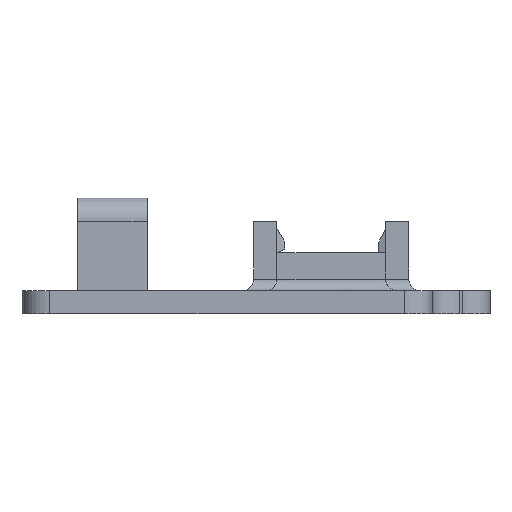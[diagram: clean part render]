
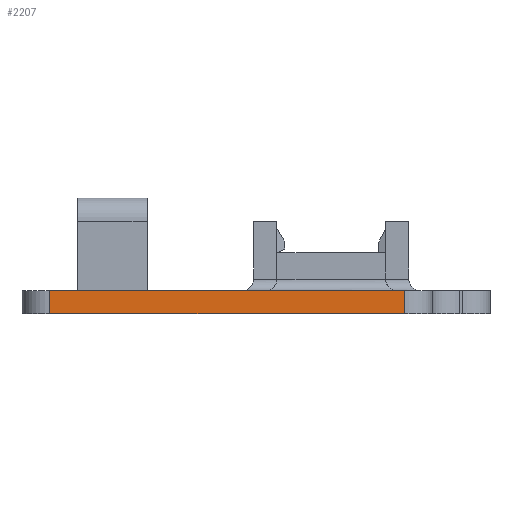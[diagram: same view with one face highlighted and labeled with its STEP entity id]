
A CAD part, left-side view. The second image highlights one B-rep face of the part: STEP entity #2207.
In plain terms, the highlighted planar face has unit normal (-1, 0, 0).
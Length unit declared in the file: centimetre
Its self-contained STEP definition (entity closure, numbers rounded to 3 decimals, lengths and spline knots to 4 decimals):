
#268=FACE_OUTER_BOUND('',#403,.T.);
#403=EDGE_LOOP('',(#1970,#1971,#1972,#1973,#1974,#1975));
#423=LINE('',#3064,#662);
#435=LINE('',#3104,#674);
#493=LINE('',#3273,#732);
#529=LINE('',#3374,#768);
#536=LINE('',#3391,#775);
#647=LINE('',#3648,#886);
#662=VECTOR('',#2441,1.);
#674=VECTOR('',#2469,1.);
#732=VECTOR('',#2625,1.);
#768=VECTOR('',#2725,1.);
#775=VECTOR('',#2744,1.);
#886=VECTOR('',#3019,1.);
#900=VERTEX_POINT('',#3061);
#901=VERTEX_POINT('',#3063);
#920=VERTEX_POINT('',#3101);
#921=VERTEX_POINT('',#3103);
#1016=VERTEX_POINT('',#3372);
#1019=VERTEX_POINT('',#3387);
#1104=EDGE_CURVE('',#901,#900,#423,.T.);
#1124=EDGE_CURVE('',#921,#920,#435,.T.);
#1209=EDGE_CURVE('',#900,#921,#493,.T.);
#1260=EDGE_CURVE('',#1016,#920,#529,.T.);
#1269=EDGE_CURVE('',#901,#1019,#536,.T.);
#1393=EDGE_CURVE('',#1019,#1016,#647,.T.);
#1970=ORIENTED_EDGE('',*,*,#1260,.F.);
#1971=ORIENTED_EDGE('',*,*,#1393,.F.);
#1972=ORIENTED_EDGE('',*,*,#1269,.F.);
#1973=ORIENTED_EDGE('',*,*,#1104,.T.);
#1974=ORIENTED_EDGE('',*,*,#1209,.T.);
#1975=ORIENTED_EDGE('',*,*,#1124,.T.);
#2087=PLANE('',#2399);
#2207=ADVANCED_FACE('',(#268),#2087,.T.);
#2399=AXIS2_PLACEMENT_3D('',#3647,#3017,#3018);
#2441=DIRECTION('',(0.,1.,0.));
#2469=DIRECTION('',(0.,1.,0.));
#2625=DIRECTION('',(0.,1.,0.));
#2725=DIRECTION('',(0.,0.,1.));
#2744=DIRECTION('',(0.,0.,-1.));
#3017=DIRECTION('center_axis',(-1.,0.,0.));
#3018=DIRECTION('ref_axis',(0.,1.,0.));
#3019=DIRECTION('',(0.,1.,0.));
#3061=CARTESIAN_POINT('',(0.,3.5052,0.));
#3063=CARTESIAN_POINT('',(0.,3.429,0.));
#3064=CARTESIAN_POINT('',(0.,0.,0.));
#3101=CARTESIAN_POINT('',(0.,7.3152,0.));
#3103=CARTESIAN_POINT('',(0.,4.953,0.));
#3104=CARTESIAN_POINT('',(0.,0.,0.));
#3273=CARTESIAN_POINT('',(0.,0.,0.));
#3372=CARTESIAN_POINT('',(0.,7.3152,-0.254));
#3374=CARTESIAN_POINT('',(0.,7.3152,0.));
#3387=CARTESIAN_POINT('',(0.,3.429,-0.254));
#3391=CARTESIAN_POINT('',(0.,3.429,0.));
#3647=CARTESIAN_POINT('Origin',(0.,3.1242,0.));
#3648=CARTESIAN_POINT('',(0.,0.,-0.254));
